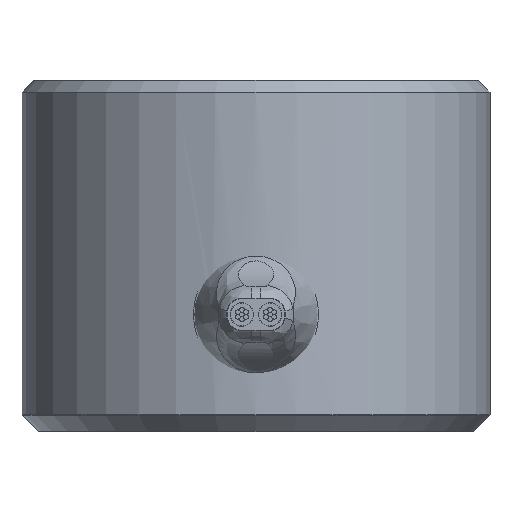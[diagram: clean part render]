
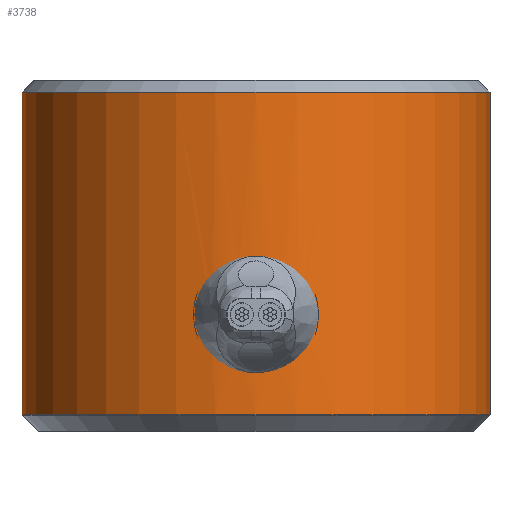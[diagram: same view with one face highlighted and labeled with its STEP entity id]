
A CAD part, left-side view. The second image highlights one B-rep face of the part: STEP entity #3738.
In plain terms, the highlighted cylindrical face has radius 10 mm (diameter 20 mm), a full revolution.
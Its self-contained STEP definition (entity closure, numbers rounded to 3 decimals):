
#320=FACE_OUTER_BOUND('',#565,.T.);
#565=EDGE_LOOP('',(#2825,#2826,#2827,#2828,#2829,#2830,#2831,#2832,#2833,
#2834));
#838=B_SPLINE_CURVE_WITH_KNOTS('',3,(#9023,#9024,#9025,#9026,#9027,#9028,
#9029,#9030,#9031,#9032),.UNSPECIFIED.,.F.,.F.,(4,2,2,2,4),(0.,0.076,
0.151,0.227,0.302),.UNSPECIFIED.);
#839=B_SPLINE_CURVE_WITH_KNOTS('',3,(#9034,#9035,#9036,#9037,#9038,#9039,
#9040,#9041,#9042,#9043),.UNSPECIFIED.,.F.,.F.,(4,2,2,2,4),(0.907,
0.982,1.058,1.133,1.209),
 .UNSPECIFIED.);
#840=B_SPLINE_CURVE_WITH_KNOTS('',3,(#9044,#9045,#9046,#9047,#9048,#9049,
#9050,#9051,#9052,#9053,#9054,#9055,#9056,#9057,#9058,#9059,#9060,#9061),
 .UNSPECIFIED.,.F.,.F.,(4,2,2,2,2,2,2,2,4),(0.302,0.378,
0.453,0.529,0.604,0.68,
0.756,0.831,0.907),.UNSPECIFIED.);
#949=CIRCLE('',#4156,10.);
#950=CIRCLE('',#4157,10.);
#951=CIRCLE('',#4159,10.);
#1216=LINE('',#9096,#1364);
#1217=LINE('',#9098,#1365);
#1364=VECTOR('',#4864,10.);
#1365=VECTOR('',#4865,10.);
#1588=VERTEX_POINT('',#9021);
#1589=VERTEX_POINT('',#9022);
#1590=VERTEX_POINT('',#9033);
#1598=VERTEX_POINT('',#9090);
#1599=VERTEX_POINT('',#9092);
#1600=VERTEX_POINT('',#9097);
#2023=EDGE_CURVE('',#1588,#1589,#838,.T.);
#2024=EDGE_CURVE('',#1590,#1588,#839,.T.);
#2025=EDGE_CURVE('',#1589,#1590,#840,.T.);
#2041=EDGE_CURVE('',#1598,#1599,#949,.T.);
#2042=EDGE_CURVE('',#1599,#1598,#950,.T.);
#2043=EDGE_CURVE('',#1599,#1589,#1216,.T.);
#2044=EDGE_CURVE('',#1590,#1600,#1217,.T.);
#2045=EDGE_CURVE('',#1600,#1600,#951,.T.);
#2825=ORIENTED_EDGE('',*,*,#2042,.F.);
#2826=ORIENTED_EDGE('',*,*,#2043,.T.);
#2827=ORIENTED_EDGE('',*,*,#2025,.T.);
#2828=ORIENTED_EDGE('',*,*,#2044,.T.);
#2829=ORIENTED_EDGE('',*,*,#2045,.F.);
#2830=ORIENTED_EDGE('',*,*,#2044,.F.);
#2831=ORIENTED_EDGE('',*,*,#2024,.T.);
#2832=ORIENTED_EDGE('',*,*,#2023,.T.);
#2833=ORIENTED_EDGE('',*,*,#2043,.F.);
#2834=ORIENTED_EDGE('',*,*,#2041,.F.);
#3582=CYLINDRICAL_SURFACE('',#4158,10.);
#3738=ADVANCED_FACE('',(#320),#3582,.T.);
#4156=AXIS2_PLACEMENT_3D('',#9093,#4858,#4859);
#4157=AXIS2_PLACEMENT_3D('',#9094,#4860,#4861);
#4158=AXIS2_PLACEMENT_3D('',#9095,#4862,#4863);
#4159=AXIS2_PLACEMENT_3D('',#9099,#4866,#4867);
#4858=DIRECTION('center_axis',(0.,0.,-1.));
#4859=DIRECTION('ref_axis',(1.,0.,0.));
#4860=DIRECTION('center_axis',(0.,0.,-1.));
#4861=DIRECTION('ref_axis',(1.,0.,0.));
#4862=DIRECTION('center_axis',(0.,0.,-1.));
#4863=DIRECTION('ref_axis',(1.,0.,0.));
#4864=DIRECTION('',(0.,0.,1.));
#4865=DIRECTION('',(0.,0.,1.));
#4866=DIRECTION('center_axis',(0.,0.,1.));
#4867=DIRECTION('ref_axis',(1.,0.,0.));
#9021=CARTESIAN_POINT('',(10.535,20.313,-10.));
#9022=CARTESIAN_POINT('',(10.333,22.313,-12.));
#9023=CARTESIAN_POINT('Ctrl Pts',(10.535,20.313,-10.));
#9024=CARTESIAN_POINT('Ctrl Pts',(10.535,20.313,-10.252));
#9025=CARTESIAN_POINT('Ctrl Pts',(10.525,20.364,-10.52));
#9026=CARTESIAN_POINT('Ctrl Pts',(10.486,20.568,-11.013));
#9027=CARTESIAN_POINT('Ctrl Pts',(10.459,20.722,-11.237));
#9028=CARTESIAN_POINT('Ctrl Pts',(10.409,21.076,-11.591));
#9029=CARTESIAN_POINT('Ctrl Pts',(10.382,21.301,-11.745));
#9030=CARTESIAN_POINT('Ctrl Pts',(10.344,21.793,-11.95));
#9031=CARTESIAN_POINT('Ctrl Pts',(10.333,22.062,-12.));
#9032=CARTESIAN_POINT('Ctrl Pts',(10.333,22.313,-12.));
#9033=CARTESIAN_POINT('',(10.333,22.313,-8.));
#9034=CARTESIAN_POINT('Ctrl Pts',(10.333,22.313,-8.));
#9035=CARTESIAN_POINT('Ctrl Pts',(10.333,22.062,-8.));
#9036=CARTESIAN_POINT('Ctrl Pts',(10.344,21.793,-8.05));
#9037=CARTESIAN_POINT('Ctrl Pts',(10.382,21.301,-8.255));
#9038=CARTESIAN_POINT('Ctrl Pts',(10.409,21.076,-8.409));
#9039=CARTESIAN_POINT('Ctrl Pts',(10.459,20.722,-8.763));
#9040=CARTESIAN_POINT('Ctrl Pts',(10.486,20.568,-8.987));
#9041=CARTESIAN_POINT('Ctrl Pts',(10.525,20.364,-9.48));
#9042=CARTESIAN_POINT('Ctrl Pts',(10.535,20.313,-9.748));
#9043=CARTESIAN_POINT('Ctrl Pts',(10.535,20.313,-10.));
#9044=CARTESIAN_POINT('Ctrl Pts',(10.333,22.313,-12.));
#9045=CARTESIAN_POINT('Ctrl Pts',(10.333,22.565,-12.));
#9046=CARTESIAN_POINT('Ctrl Pts',(10.344,22.833,-11.95));
#9047=CARTESIAN_POINT('Ctrl Pts',(10.382,23.326,-11.745));
#9048=CARTESIAN_POINT('Ctrl Pts',(10.409,23.55,-11.591));
#9049=CARTESIAN_POINT('Ctrl Pts',(10.459,23.905,-11.237));
#9050=CARTESIAN_POINT('Ctrl Pts',(10.486,24.059,-11.013));
#9051=CARTESIAN_POINT('Ctrl Pts',(10.525,24.263,-10.52));
#9052=CARTESIAN_POINT('Ctrl Pts',(10.535,24.313,-10.252));
#9053=CARTESIAN_POINT('Ctrl Pts',(10.535,24.313,-9.748));
#9054=CARTESIAN_POINT('Ctrl Pts',(10.525,24.263,-9.48));
#9055=CARTESIAN_POINT('Ctrl Pts',(10.486,24.059,-8.987));
#9056=CARTESIAN_POINT('Ctrl Pts',(10.459,23.905,-8.763));
#9057=CARTESIAN_POINT('Ctrl Pts',(10.409,23.55,-8.409));
#9058=CARTESIAN_POINT('Ctrl Pts',(10.382,23.326,-8.255));
#9059=CARTESIAN_POINT('Ctrl Pts',(10.344,22.833,-8.05));
#9060=CARTESIAN_POINT('Ctrl Pts',(10.333,22.565,-8.));
#9061=CARTESIAN_POINT('Ctrl Pts',(10.333,22.313,-8.));
#9090=CARTESIAN_POINT('',(30.333,22.313,-14.292));
#9092=CARTESIAN_POINT('',(10.333,22.313,-14.292));
#9093=CARTESIAN_POINT('Origin',(20.333,22.313,-14.292));
#9094=CARTESIAN_POINT('Origin',(20.333,22.313,-14.292));
#9095=CARTESIAN_POINT('Origin',(20.333,22.313,0.));
#9096=CARTESIAN_POINT('',(10.333,22.313,0.));
#9097=CARTESIAN_POINT('',(10.333,22.313,-0.508));
#9098=CARTESIAN_POINT('',(10.333,22.313,0.));
#9099=CARTESIAN_POINT('Origin',(20.333,22.313,-0.508));
